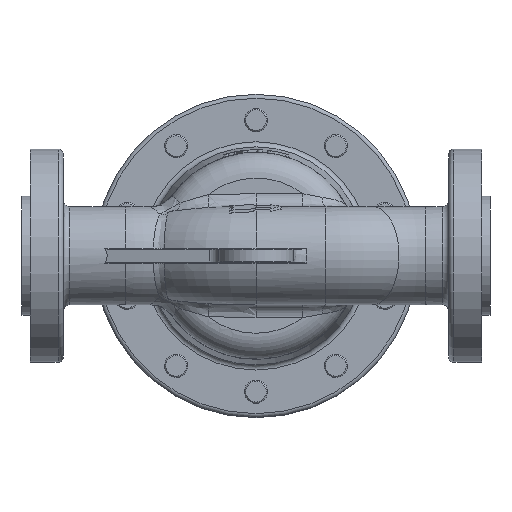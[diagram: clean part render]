
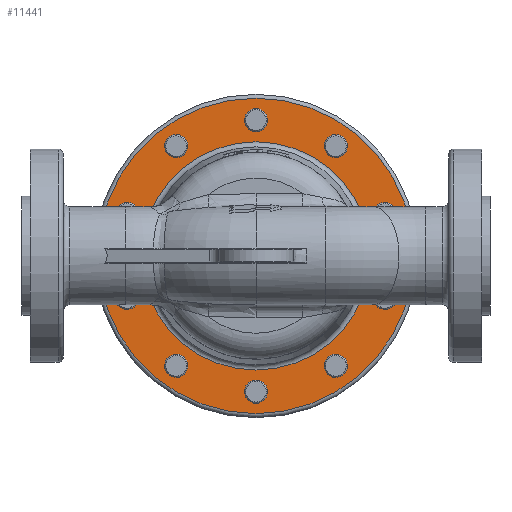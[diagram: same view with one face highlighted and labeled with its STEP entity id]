
A CAD part, top view. The second image highlights one B-rep face of the part: STEP entity #11441.
In plain terms, the highlighted planar face has unit normal (0, 0, 1).
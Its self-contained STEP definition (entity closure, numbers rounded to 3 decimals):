
#8287=CARTESIAN_POINT('',(68.999,79.657,218.5));
#8288=VERTEX_POINT('',#8287);
#8289=CARTESIAN_POINT('',(61.717,84.947,218.5));
#8290=DIRECTION('',(0.0,0.0,-1.0));
#8291=DIRECTION('',(-0.809,0.588,0.0));
#8292=AXIS2_PLACEMENT_3D('',#8289,#8290,#8291);
#8293=CIRCLE('',#8292,9.);
#8294=EDGE_CURVE('',#8288,#8288,#8293,.T.);
#8401=CARTESIAN_POINT('',(102.642,23.887,218.5));
#8402=VERTEX_POINT('',#8401);
#8403=CARTESIAN_POINT('',(99.861,32.447,218.5));
#8404=DIRECTION('',(0.0,0.0,-1.0));
#8405=DIRECTION('',(-0.309,0.951,0.0));
#8406=AXIS2_PLACEMENT_3D('',#8403,#8404,#8405);
#8407=CIRCLE('',#8406,9.);
#8408=EDGE_CURVE('',#8402,#8402,#8407,.T.);
#8515=CARTESIAN_POINT('',(97.08,-41.006,218.5));
#8516=VERTEX_POINT('',#8515);
#8517=CARTESIAN_POINT('',(99.861,-32.447,218.5));
#8518=DIRECTION('',(0.0,0.0,-1.0));
#8519=DIRECTION('',(0.309,0.951,0.0));
#8520=AXIS2_PLACEMENT_3D('',#8517,#8518,#8519);
#8521=CIRCLE('',#8520,9.);
#8522=EDGE_CURVE('',#8516,#8516,#8521,.T.);
#8629=CARTESIAN_POINT('',(54.436,-90.237,218.5));
#8630=VERTEX_POINT('',#8629);
#8631=CARTESIAN_POINT('',(61.717,-84.947,218.5));
#8632=DIRECTION('',(0.0,0.0,-1.0));
#8633=DIRECTION('',(0.809,0.588,0.0));
#8634=AXIS2_PLACEMENT_3D('',#8631,#8632,#8633);
#8635=CIRCLE('',#8634,9.);
#8636=EDGE_CURVE('',#8630,#8630,#8635,.T.);
#8743=CARTESIAN_POINT('',(-9.,-105.0,218.5));
#8744=VERTEX_POINT('',#8743);
#8745=CARTESIAN_POINT('',(0.,-105.0,218.5));
#8746=DIRECTION('',(0.0,0.0,-1.0));
#8747=DIRECTION('',(1.0,0.0,0.0));
#8748=AXIS2_PLACEMENT_3D('',#8745,#8746,#8747);
#8749=CIRCLE('',#8748,9.);
#8750=EDGE_CURVE('',#8744,#8744,#8749,.T.);
#8857=CARTESIAN_POINT('',(-68.999,-79.657,218.5));
#8858=VERTEX_POINT('',#8857);
#8859=CARTESIAN_POINT('',(-61.717,-84.947,218.5));
#8860=DIRECTION('',(0.0,0.0,-1.0));
#8861=DIRECTION('',(0.809,-0.588,0.0));
#8862=AXIS2_PLACEMENT_3D('',#8859,#8860,#8861);
#8863=CIRCLE('',#8862,9.);
#8864=EDGE_CURVE('',#8858,#8858,#8863,.T.);
#8971=CARTESIAN_POINT('',(-102.642,-23.887,218.5));
#8972=VERTEX_POINT('',#8971);
#8973=CARTESIAN_POINT('',(-99.861,-32.447,218.5));
#8974=DIRECTION('',(0.0,0.0,-1.0));
#8975=DIRECTION('',(0.309,-0.951,0.0));
#8976=AXIS2_PLACEMENT_3D('',#8973,#8974,#8975);
#8977=CIRCLE('',#8976,9.);
#8978=EDGE_CURVE('',#8972,#8972,#8977,.T.);
#9085=CARTESIAN_POINT('',(-97.08,41.006,218.5));
#9086=VERTEX_POINT('',#9085);
#9087=CARTESIAN_POINT('',(-99.861,32.447,218.5));
#9088=DIRECTION('',(0.0,0.0,-1.0));
#9089=DIRECTION('',(-0.309,-0.951,0.0));
#9090=AXIS2_PLACEMENT_3D('',#9087,#9088,#9089);
#9091=CIRCLE('',#9090,9.);
#9092=EDGE_CURVE('',#9086,#9086,#9091,.T.);
#9199=CARTESIAN_POINT('',(-54.436,90.237,218.5));
#9200=VERTEX_POINT('',#9199);
#9201=CARTESIAN_POINT('',(-61.717,84.947,218.5));
#9202=DIRECTION('',(0.0,0.0,-1.0));
#9203=DIRECTION('',(-0.809,-0.588,0.0));
#9204=AXIS2_PLACEMENT_3D('',#9201,#9202,#9203);
#9205=CIRCLE('',#9204,9.);
#9206=EDGE_CURVE('',#9200,#9200,#9205,.T.);
#11014=CARTESIAN_POINT('',(9.,105.0,218.5));
#11015=VERTEX_POINT('',#11014);
#11016=CARTESIAN_POINT('',(0.0,105.0,218.5));
#11017=DIRECTION('',(0.0,0.0,-1.0));
#11018=DIRECTION('',(-1.0,0.0,0.0));
#11019=AXIS2_PLACEMENT_3D('',#11016,#11017,#11018);
#11020=CIRCLE('',#11019,9.);
#11021=EDGE_CURVE('',#11015,#11015,#11020,.T.);
#11369=CARTESIAN_POINT('',(122.,0.,218.5));
#11370=VERTEX_POINT('',#11369);
#11371=CARTESIAN_POINT('',(0.0,0.0,218.5));
#11372=DIRECTION('',(0.0,0.0,-1.0));
#11373=DIRECTION('',(-1.0,0.0,0.0));
#11374=AXIS2_PLACEMENT_3D('',#11371,#11372,#11373);
#11375=CIRCLE('',#11374,122.);
#11376=EDGE_CURVE('',#11370,#11370,#11375,.T.);
#11392=CARTESIAN_POINT('',(0.0,0.0,218.5));
#11393=DIRECTION('',(0.0,0.0,-1.0));
#11394=DIRECTION('',(-1.0,0.0,0.0));
#11395=AXIS2_PLACEMENT_3D('',#11392,#11393,#11394);
#11396=PLANE('',#11395);
#11397=ORIENTED_EDGE('',*,*,#11376,.F.);
#11398=EDGE_LOOP('',(#11397));
#11399=FACE_OUTER_BOUND('',#11398,.T.);
#11400=ORIENTED_EDGE('',*,*,#8294,.T.);
#11401=EDGE_LOOP('',(#11400));
#11402=FACE_BOUND('',#11401,.T.);
#11403=ORIENTED_EDGE('',*,*,#8408,.T.);
#11404=EDGE_LOOP('',(#11403));
#11405=FACE_BOUND('',#11404,.T.);
#11406=ORIENTED_EDGE('',*,*,#8522,.T.);
#11407=EDGE_LOOP('',(#11406));
#11408=FACE_BOUND('',#11407,.T.);
#11409=ORIENTED_EDGE('',*,*,#8636,.T.);
#11410=EDGE_LOOP('',(#11409));
#11411=FACE_BOUND('',#11410,.T.);
#11412=ORIENTED_EDGE('',*,*,#8750,.T.);
#11413=EDGE_LOOP('',(#11412));
#11414=FACE_BOUND('',#11413,.T.);
#11415=ORIENTED_EDGE('',*,*,#8864,.T.);
#11416=EDGE_LOOP('',(#11415));
#11417=FACE_BOUND('',#11416,.T.);
#11418=ORIENTED_EDGE('',*,*,#8978,.T.);
#11419=EDGE_LOOP('',(#11418));
#11420=FACE_BOUND('',#11419,.T.);
#11421=ORIENTED_EDGE('',*,*,#9092,.T.);
#11422=EDGE_LOOP('',(#11421));
#11423=FACE_BOUND('',#11422,.T.);
#11424=ORIENTED_EDGE('',*,*,#9206,.T.);
#11425=EDGE_LOOP('',(#11424));
#11426=FACE_BOUND('',#11425,.T.);
#11427=ORIENTED_EDGE('',*,*,#11021,.T.);
#11428=EDGE_LOOP('',(#11427));
#11429=FACE_BOUND('',#11428,.T.);
#11430=CARTESIAN_POINT('',(88.279,0.,218.5));
#11431=VERTEX_POINT('',#11430);
#11432=CARTESIAN_POINT('',(0.0,0.0,218.5));
#11433=DIRECTION('',(0.0,0.0,1.0));
#11434=DIRECTION('',(-1.0,0.0,0.0));
#11435=AXIS2_PLACEMENT_3D('',#11432,#11433,#11434);
#11436=CIRCLE('',#11435,88.279);
#11437=EDGE_CURVE('',#11431,#11431,#11436,.T.);
#11438=ORIENTED_EDGE('',*,*,#11437,.F.);
#11439=EDGE_LOOP('',(#11438));
#11440=FACE_BOUND('',#11439,.T.);
#11441=ADVANCED_FACE('',(#11399,#11402,#11405,#11408,#11411,#11414,#11417,#11420,#11423,#11426,#11429,#11440),#11396,.F.);
